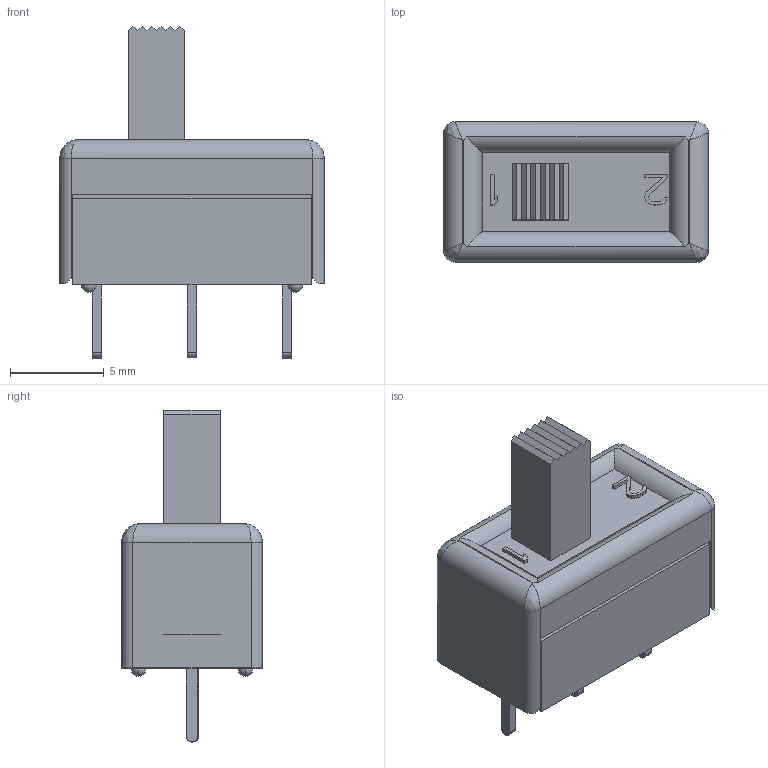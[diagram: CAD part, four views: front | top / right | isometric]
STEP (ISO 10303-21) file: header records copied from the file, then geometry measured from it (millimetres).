
FILE_DESCRIPTION((''),'2;1');
FILE_NAME('2543_N__H6','2014-12-22T',('brevel'),(''),'PRO/ENGINEER BY PARAMETRIC TECHNOLOGY CORPORATION, 2013410','PRO/ENGINEER BY PARAMETRIC TECHNOLOGY CORPORATION, 2013410','');
FILE_SCHEMA(('CONFIG_CONTROL_DESIGN'));
Length unit declared in the file: millimetre
Products named in the file (1): 2543_N__H6
Bounding box: 14.1 x 7.5 x 17.7 mm (x, y, z)
Surface area: 1261.7 mm2 (no closed solid volume)
Topology: 0 solids, 17 shells, 162 faces, 436 edges, 282 vertices
Faces by surface type: plane 135, cylinder 15, sphere 8, bspline 4
Entity records: 5119 total; most frequent: CARTESIAN_POINT 1236, ORIENTED_EDGE 747, DIRECTION 746, EDGE_CURVE 428, VECTOR 378, LINE 378, VERTEX_POINT 282, AXIS2_PLACEMENT_3D 184
